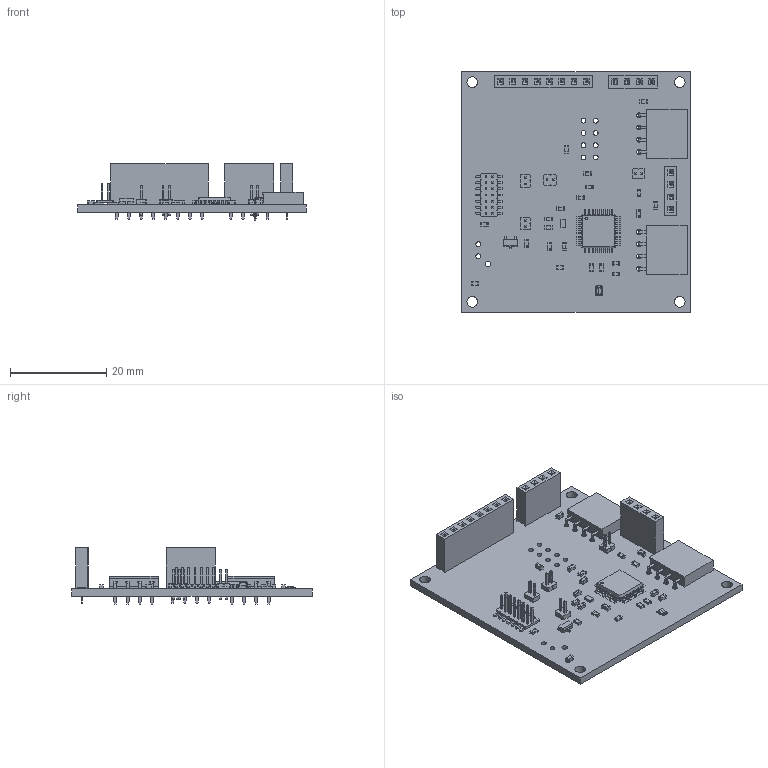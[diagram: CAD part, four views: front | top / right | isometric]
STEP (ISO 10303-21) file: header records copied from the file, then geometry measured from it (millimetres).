
FILE_DESCRIPTION(('KiCad electronic assembly'),'2;1');
FILE_NAME('HAMS_node.step','2025-02-02T11:46:39',('Pcbnew'),('Kicad'), 'Open CASCADE STEP processor 7.8','KiCad to STEP converter','Unknown' );
FILE_SCHEMA(('AUTOMOTIVE_DESIGN { 1 0 10303 214 1 1 1 1 }'));
Length unit declared in the file: millimetre
Products named in the file (24): HAMS_node 1; PinHeader_1x02_P1.27mm_Vertical; PinHeader_1x02_P127mm_Vertical; C_0603_1608Metric; Crystal_SMD_MicroCrystal_CM9V-T1A-2Pin_1.6x1.0mm; MicroCrystal_CM9V_T1A; R_0603_1608Metric; PinSocket_1x04_P2.54mm_Horizontal; PinSocket_1x04_P2.54mm_Vertical; LQFP-32_7x7mm_P0.8mm; LQFP_32_7x7mm_P08mm; APHBM2012LSURKCGKC; APHBM2012QBDSURKC; SOT-23; SOT_23; PinSocket_1x08_P2.54mm_Vertical; PinHeader_2x07_P1.27mm_Vertical_SMD; PinHeader_2x07_P127mm_Vertical_SMD; HAMS_node_PCB
Assembly tree (47 placements, depth 3):
  HAMS_node 1
    PinHeader_1x02_P1.27mm_Vertical  x4
      PinHeader_1x02_P127mm_Vertical
    C_0603_1608Metric  x12
      C_0603_1608Metric
    Crystal_SMD_MicroCrystal_CM9V-T1A-2Pin_1.6x1.0mm
      MicroCrystal_CM9V_T1A
    R_0603_1608Metric  x9
      R_0603_1608Metric
    PinSocket_1x04_P2.54mm_Horizontal  x2
      PinSocket_1x04_P2.54mm_Horizontal
    PinSocket_1x04_P2.54mm_Vertical  x2
      PinSocket_1x04_P2.54mm_Vertical
    LQFP-32_7x7mm_P0.8mm
      LQFP_32_7x7mm_P08mm
    APHBM2012LSURKCGKC
      APHBM2012QBDSURKC
    SOT-23
      SOT_23
    PinSocket_1x08_P2.54mm_Vertical
      PinSocket_1x08_P2.54mm_Vertical
    PinHeader_2x07_P1.27mm_Vertical_SMD
      PinHeader_2x07_P127mm_Vertical_SMD
    HAMS_node_PCB
Bounding box: 47.5 x 50 x 11.8 mm (x, y, z)
Volume: 5113.6 mm3; surface area: 8095.2 mm2
Topology: 52 solids, 52 shells, 2684 faces, 6904 edges, 4422 vertices
Faces by surface type: plane 2067, cylinder 502, bspline 99, sphere 12, torus 4
Full cylindrical faces by diameter (mm): 0.5 x1, 0.65 x8, 1 x34, 1.2 x1, 2.2 x4
Entity records: 64345 total; most frequent: CARTESIAN_POINT 10245, ORIENTED_EDGE 9100, DIRECTION 8452, EDGE_CURVE 4550, LINE 3834, VECTOR 3834, VERTEX_POINT 2898, AXIS2_PLACEMENT_3D 2309
